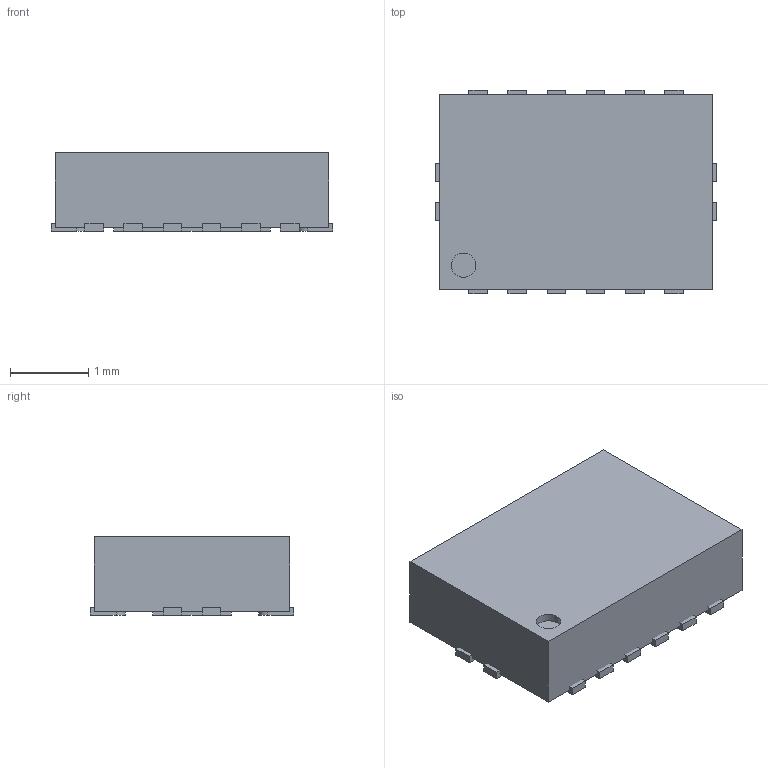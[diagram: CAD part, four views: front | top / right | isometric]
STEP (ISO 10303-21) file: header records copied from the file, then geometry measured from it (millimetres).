
FILE_DESCRIPTION(('FreeCAD Model'),'2;1');
FILE_NAME('SOT763-1 (DHVQFN16).step', '2019-12-05T10:40:15',('Author'),(''), 'Open CASCADE STEP processor 6.8','FreeCAD','Unknown');
FILE_SCHEMA(('AUTOMOTIVE_DESIGN_CC2 { 1 2 10303 214 -1 1 5 4 }'));
Length unit declared in the file: millimetre
Products named in the file (3): ASSEMBLY; SAMACSYS_COMPONENT_BODY; SAMACSYS_COMPONENT_PINS
Assembly tree (2 placements, depth 2):
  ASSEMBLY
    SAMACSYS_COMPONENT_BODY
    SAMACSYS_COMPONENT_PINS
Bounding box: 3.6 x 2.6 x 1 mm (x, y, z)
Volume: 8.7 mm3; surface area: 38.9 mm2
Topology: 18 solids, 18 shells, 110 faces, 219 edges, 146 vertices
Faces by surface type: plane 93, cylinder 17
Full cylindrical faces by diameter (mm): 0.312 x1
Entity records: 2995 total; most frequent: DIRECTION 479, CARTESIAN_POINT 478, ORIENTED_EDGE 438, EDGE_CURVE 219, LINE 185, VECTOR 185, AXIS2_PLACEMENT_3D 147, VERTEX_POINT 146
